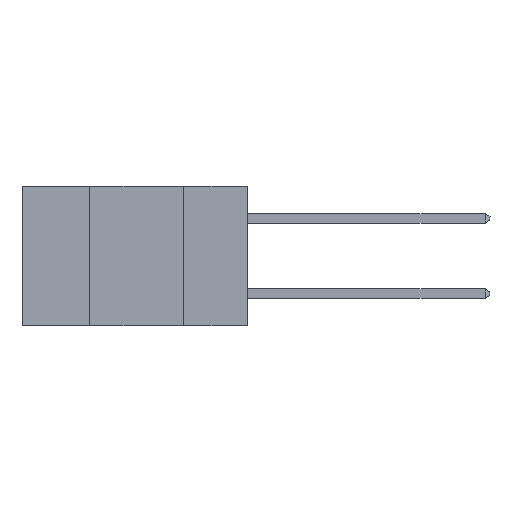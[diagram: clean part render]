
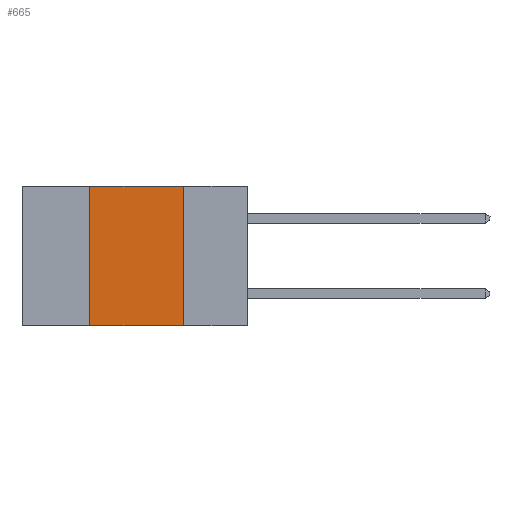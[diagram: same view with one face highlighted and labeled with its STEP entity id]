
A CAD part, left-side view. The second image highlights one B-rep face of the part: STEP entity #665.
In plain terms, the highlighted planar face has unit normal (-1, 0, 0).
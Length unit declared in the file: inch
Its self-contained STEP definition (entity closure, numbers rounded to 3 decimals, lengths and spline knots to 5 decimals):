
#377 = ORIENTED_EDGE ( 'NONE', *, *, #6866, .F. ) ;
#407 = ORIENTED_EDGE ( 'NONE', *, *, #8930, .T. ) ;
#442 = ORIENTED_EDGE ( 'NONE', *, *, #10227, .F. ) ;
#665 = ADVANCED_FACE ( 'NONE', ( #9258 ), #11903, .F. ) ;
#1275 = VECTOR ( 'NONE', #6563, 39.37008 ) ;
#2076 = AXIS2_PLACEMENT_3D ( 'NONE', #3679, #11406, #2214 ) ;
#2094 = VERTEX_POINT ( 'NONE', #3419 ) ;
#2214 = DIRECTION ( 'NONE',  ( 0., 0., -1. ) ) ;
#2407 = VECTOR ( 'NONE', #4620, 39.37008 ) ;
#2844 = LINE ( 'NONE', #2956, #2407 ) ;
#2956 = CARTESIAN_POINT ( 'NONE',  ( 0., 0.6, -0.37 ) ) ;
#3419 = CARTESIAN_POINT ( 'NONE',  ( 0., 0.17, -0.37 ) ) ;
#3647 = LINE ( 'NONE', #11925, #1275 ) ;
#3679 = CARTESIAN_POINT ( 'NONE',  ( 0., 0.6, 0. ) ) ;
#4302 = EDGE_LOOP ( 'NONE', ( #442, #377, #9902, #407 ) ) ;
#4335 = CARTESIAN_POINT ( 'NONE',  ( 0., 0.42, 0. ) ) ;
#4620 = DIRECTION ( 'NONE',  ( 0., -1., 0. ) ) ;
#4687 = CARTESIAN_POINT ( 'NONE',  ( 0., 0.42, -0.37 ) ) ;
#4754 = LINE ( 'NONE', #4687, #9171 ) ;
#5395 = VERTEX_POINT ( 'NONE', #4335 ) ;
#6563 = DIRECTION ( 'NONE',  ( 0., 0., -1. ) ) ;
#6866 = EDGE_CURVE ( 'NONE', #5395, #9384, #8388, .T. ) ;
#7252 = EDGE_CURVE ( 'NONE', #11887, #5395, #4754, .T. ) ;
#7621 = VECTOR ( 'NONE', #8146, 39.37008 ) ;
#8146 = DIRECTION ( 'NONE',  ( 0., -1., 0. ) ) ;
#8340 = CARTESIAN_POINT ( 'NONE',  ( 0., 0.17, 0. ) ) ;
#8388 = LINE ( 'NONE', #9052, #7621 ) ;
#8429 = DIRECTION ( 'NONE',  ( 0., 0., 1. ) ) ;
#8930 = EDGE_CURVE ( 'NONE', #11887, #2094, #2844, .T. ) ;
#9052 = CARTESIAN_POINT ( 'NONE',  ( 0., 0.6, 0. ) ) ;
#9171 = VECTOR ( 'NONE', #8429, 39.37008 ) ;
#9258 = FACE_OUTER_BOUND ( 'NONE', #4302, .T. ) ;
#9384 = VERTEX_POINT ( 'NONE', #8340 ) ;
#9902 = ORIENTED_EDGE ( 'NONE', *, *, #7252, .F. ) ;
#10020 = CARTESIAN_POINT ( 'NONE',  ( 0., 0.42, -0.37 ) ) ;
#10227 = EDGE_CURVE ( 'NONE', #9384, #2094, #3647, .T. ) ;
#11406 = DIRECTION ( 'NONE',  ( 1., 0., 0. ) ) ;
#11887 = VERTEX_POINT ( 'NONE', #10020 ) ;
#11903 = PLANE ( 'NONE',  #2076 ) ;
#11925 = CARTESIAN_POINT ( 'NONE',  ( 0., 0.17, -0.37 ) ) ;
